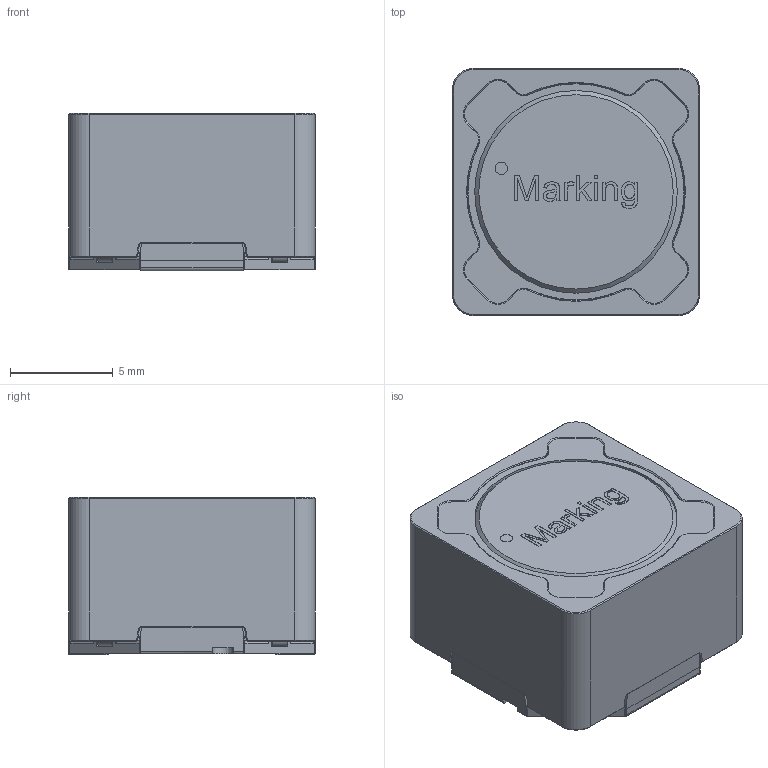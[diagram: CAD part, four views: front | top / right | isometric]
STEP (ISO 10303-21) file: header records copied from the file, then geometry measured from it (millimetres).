
FILE_DESCRIPTION( ( 'Unknown' ), '1' );
FILE_NAME( 'IndPDA_1280.stp', 'Unknown', ( 'Unknown' ), ( 'Unknown' ), 'PSStep 16.0.42', 'Unknown', ' ' );
FILE_SCHEMA( ( 'AUTOMOTIVE_DESIGN { 1 0 10303 214 1 1 1 1 }' ) );
Length unit declared in the file: millimetre
Products named in the file (12): Leadframe_bended; Leadframe; PIN 1; PIN 2; PIN 3; PIN 4; Assem1; Umspritzung12-12_1; 12x12-7mm; Core PD 12x12-7; Glue
Assembly tree (11 placements, depth 3):
  Assem1
    Umspritzung12-12_1
    12x12-7mm
    Core PD 12x12-7
    Glue
    Leadframe_bended
      Leadframe
      Leadframe
      PIN 1
      PIN 2
      PIN 3
      PIN 4
Bounding box: 12 x 12 x 7.66 mm (x, y, z)
Volume: 833.6 mm3; surface area: 2143.6 mm2
Topology: 10 solids, 10 shells, 705 faces, 1828 edges, 1153 vertices
Faces by surface type: plane 426, cylinder 179, cone 59, bspline 16, extrusion 16, torus 9
Full cylindrical faces by diameter (mm): 0.6 x5, 5.8 x1, 9.85 x3, 10.04 x1
Entity records: 28157 total; most frequent: CARTESIAN_POINT 5322, ORIENTED_EDGE 3610, DIRECTION 3424, EDGE_CURVE 1805, VECTOR 1150, VERTEX_POINT 1146, AXIS2_PLACEMENT_3D 1137, LINE 1134
